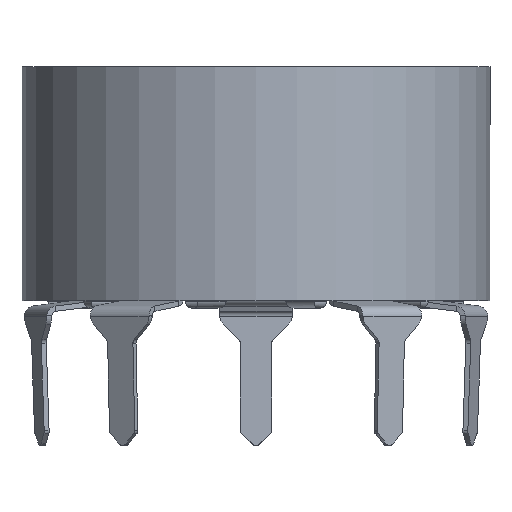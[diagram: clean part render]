
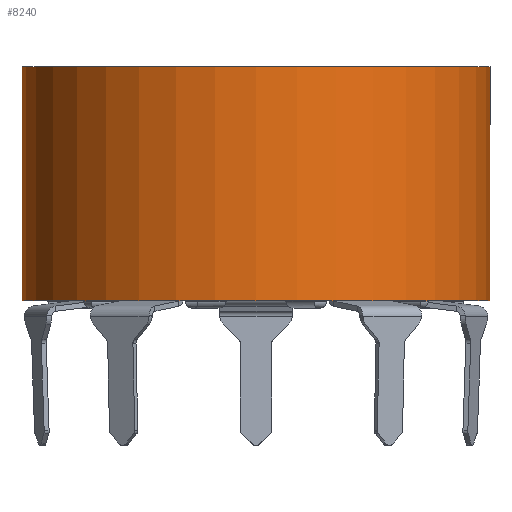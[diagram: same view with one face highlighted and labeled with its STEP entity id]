
A CAD part, front view. The second image highlights one B-rep face of the part: STEP entity #8240.
In plain terms, the highlighted cylindrical face has radius 9 mm (diameter 18 mm), a full revolution.
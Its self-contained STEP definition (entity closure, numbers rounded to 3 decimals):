
#131=CIRCLE('',#8807,9.);
#132=CIRCLE('',#8808,9.);
#843=FACE_OUTER_BOUND('',#1325,.T.);
#1325=EDGE_LOOP('',(#6025,#6026,#6027,#6028));
#1984=LINE('',#12597,#2845);
#2845=VECTOR('',#10082,9.);
#3692=VERTEX_POINT('',#12594);
#3693=VERTEX_POINT('',#12596);
#4580=EDGE_CURVE('',#3692,#3692,#131,.T.);
#4581=EDGE_CURVE('',#3692,#3693,#1984,.T.);
#4582=EDGE_CURVE('',#3693,#3693,#132,.T.);
#6025=ORIENTED_EDGE('',*,*,#4580,.F.);
#6026=ORIENTED_EDGE('',*,*,#4581,.T.);
#6027=ORIENTED_EDGE('',*,*,#4582,.F.);
#6028=ORIENTED_EDGE('',*,*,#4581,.F.);
#7986=CYLINDRICAL_SURFACE('',#8806,9.);
#8240=ADVANCED_FACE('',(#843),#7986,.T.);
#8806=AXIS2_PLACEMENT_3D('',#12593,#10078,#10079);
#8807=AXIS2_PLACEMENT_3D('',#12595,#10080,#10081);
#8808=AXIS2_PLACEMENT_3D('',#12598,#10083,#10084);
#10078=DIRECTION('center_axis',(0.,0.,1.));
#10079=DIRECTION('ref_axis',(1.,0.,0.));
#10080=DIRECTION('center_axis',(0.,0.,1.));
#10081=DIRECTION('ref_axis',(1.,0.,0.));
#10082=DIRECTION('',(0.,0.,-1.));
#10083=DIRECTION('center_axis',(0.,0.,-1.));
#10084=DIRECTION('ref_axis',(1.,0.,0.));
#12593=CARTESIAN_POINT('Origin',(0.,0.,5.8));
#12594=CARTESIAN_POINT('',(-9.,0.,10.3));
#12595=CARTESIAN_POINT('Origin',(0.,0.,10.3));
#12596=CARTESIAN_POINT('',(-9.,0.,1.3));
#12597=CARTESIAN_POINT('',(-9.,0.,5.8));
#12598=CARTESIAN_POINT('Origin',(0.,0.,1.3));
